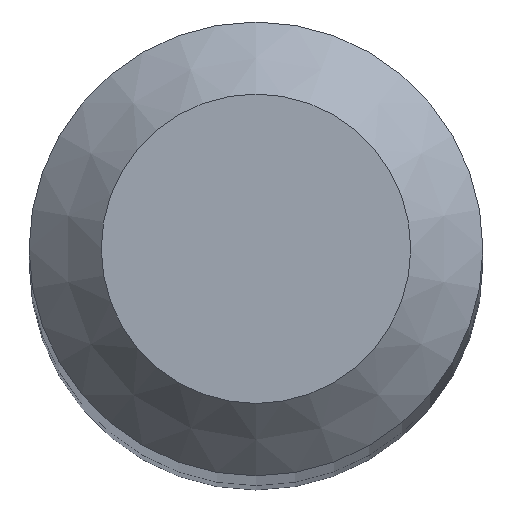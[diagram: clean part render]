
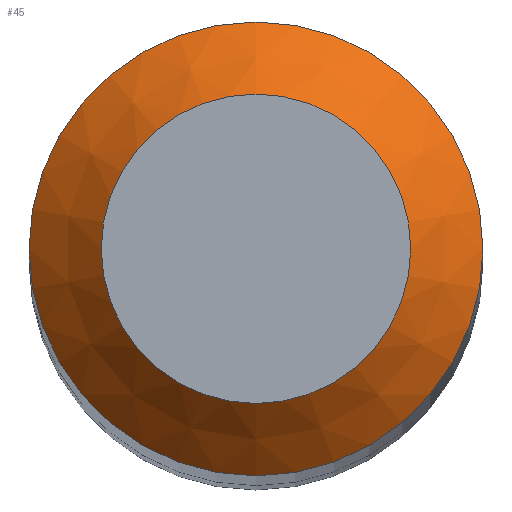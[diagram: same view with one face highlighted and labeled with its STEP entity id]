
A CAD part, top view. The second image highlights one B-rep face of the part: STEP entity #45.
In plain terms, the highlighted conical face has half-angle 45 degrees and reference radius 0.75 mm.
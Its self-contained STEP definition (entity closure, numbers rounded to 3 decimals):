
#9 = ORIENTED_EDGE ( 'NONE', *, *, #125, .T. ) ;
#10 = CARTESIAN_POINT ( 'NONE',  ( 0., 0., 40. ) ) ;
#13 = DIRECTION ( 'NONE',  ( 0., 1., 0. ) ) ;
#27 = FACE_OUTER_BOUND ( 'NONE', #153, .T. ) ;
#28 = CARTESIAN_POINT ( 'NONE',  ( 0., 0., 39.65 ) ) ;
#32 = AXIS2_PLACEMENT_3D ( 'NONE', #10, #74, #200 ) ;
#39 = ORIENTED_EDGE ( 'NONE', *, *, #185, .F. ) ;
#45 = ADVANCED_FACE ( 'NONE', ( #27, #154 ), #127, .T. ) ;
#74 = DIRECTION ( 'NONE',  ( 0., 0., -1. ) ) ;
#78 = DIRECTION ( 'NONE',  ( 0., 0., -1. ) ) ;
#90 = DIRECTION ( 'NONE',  ( 0., 0., -1. ) ) ;
#94 = VERTEX_POINT ( 'NONE', #169 ) ;
#122 = CIRCLE ( 'NONE', #150, 0.75 ) ;
#125 = EDGE_CURVE ( 'NONE', #94, #94, #122, .T. ) ;
#127 = CONICAL_SURFACE ( 'NONE', #32, 0.75, 0.785 ) ;
#150 = AXIS2_PLACEMENT_3D ( 'NONE', #168, #78, #170 ) ;
#153 = EDGE_LOOP ( 'NONE', ( #39 ) ) ;
#154 = FACE_BOUND ( 'NONE', #197, .T. ) ;
#168 = CARTESIAN_POINT ( 'NONE',  ( 0., 0., 40. ) ) ;
#169 = CARTESIAN_POINT ( 'NONE',  ( 0., 0.75, 40. ) ) ;
#170 = DIRECTION ( 'NONE',  ( 0., 1., 0. ) ) ;
#184 = CARTESIAN_POINT ( 'NONE',  ( 0., 1.1, 39.65 ) ) ;
#185 = EDGE_CURVE ( 'NONE', #201, #201, #193, .T. ) ;
#193 = CIRCLE ( 'NONE', #203, 1.1 ) ;
#197 = EDGE_LOOP ( 'NONE', ( #9 ) ) ;
#200 = DIRECTION ( 'NONE',  ( 0., 1., 0. ) ) ;
#201 = VERTEX_POINT ( 'NONE', #184 ) ;
#203 = AXIS2_PLACEMENT_3D ( 'NONE', #28, #90, #13 ) ;
